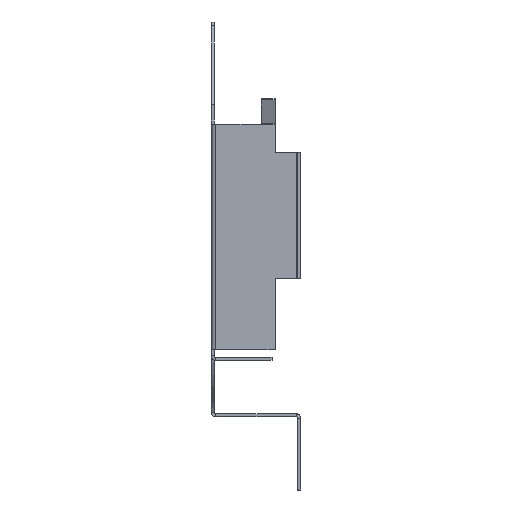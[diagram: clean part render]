
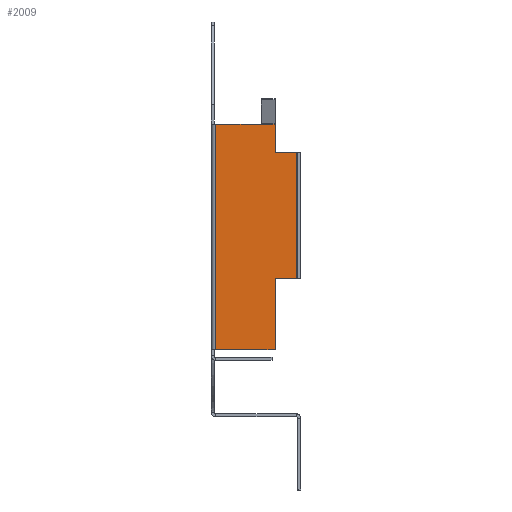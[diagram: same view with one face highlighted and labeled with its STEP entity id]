
A CAD part, left-side view. The second image highlights one B-rep face of the part: STEP entity #2009.
In plain terms, the highlighted planar face has unit normal (-1, 0, 0).
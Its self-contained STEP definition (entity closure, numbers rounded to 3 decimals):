
#13 = LINE ( 'NONE', #619, #1103 ) ;
#32 = VECTOR ( 'NONE', #79, 1000. ) ;
#55 = CARTESIAN_POINT ( 'NONE',  ( -13.6, 5.6, -10.4 ) ) ;
#79 = DIRECTION ( 'NONE',  ( 0., -1., 0. ) ) ;
#81 = CARTESIAN_POINT ( 'NONE',  ( -13.6, 1.7, -10.4 ) ) ;
#90 = CARTESIAN_POINT ( 'NONE',  ( -13.6, 5.7, -10.4 ) ) ;
#147 = ORIENTED_EDGE ( 'NONE', *, *, #1912, .F. ) ;
#150 = CARTESIAN_POINT ( 'NONE',  ( -13.6, 1.7, 2.54 ) ) ;
#163 = PLANE ( 'NONE',  #1898 ) ;
#374 = EDGE_CURVE ( 'NONE', #4237, #3591, #1976, .T. ) ;
#415 = DIRECTION ( 'NONE',  ( 0., 1., 0. ) ) ;
#445 = CARTESIAN_POINT ( 'NONE',  ( -13.6, 5.6, 4.4 ) ) ;
#494 = DIRECTION ( 'NONE',  ( 0., 0., -1. ) ) ;
#557 = EDGE_CURVE ( 'NONE', #4237, #4446, #1675, .T. ) ;
#562 = VECTOR ( 'NONE', #415, 1000. ) ;
#594 = DIRECTION ( 'NONE',  ( 0., 0., -1. ) ) ;
#619 = CARTESIAN_POINT ( 'NONE',  ( -13.6, 1.7, 4.4 ) ) ;
#737 = VECTOR ( 'NONE', #1346, 1000. ) ;
#827 = ORIENTED_EDGE ( 'NONE', *, *, #3905, .F. ) ;
#837 = LINE ( 'NONE', #90, #562 ) ;
#1060 = EDGE_CURVE ( 'NONE', #2232, #3675, #2390, .T. ) ;
#1103 = VECTOR ( 'NONE', #4334, 1000. ) ;
#1128 = ORIENTED_EDGE ( 'NONE', *, *, #4057, .F. ) ;
#1175 = LINE ( 'NONE', #2067, #4074 ) ;
#1236 = DIRECTION ( 'NONE',  ( 0., 1., 0. ) ) ;
#1242 = VECTOR ( 'NONE', #594, 1000. ) ;
#1253 = VERTEX_POINT ( 'NONE', #3200 ) ;
#1346 = DIRECTION ( 'NONE',  ( 0., 0., -1. ) ) ;
#1393 = ORIENTED_EDGE ( 'NONE', *, *, #3016, .F. ) ;
#1675 = LINE ( 'NONE', #81, #2452 ) ;
#1705 = CARTESIAN_POINT ( 'NONE',  ( -13.6, 5.6, 0. ) ) ;
#1835 = CARTESIAN_POINT ( 'NONE',  ( -13.6, 1.7, -5.74 ) ) ;
#1898 = AXIS2_PLACEMENT_3D ( 'NONE', #2722, #3462, #1236 ) ;
#1912 = EDGE_CURVE ( 'NONE', #4446, #3675, #837, .T. ) ;
#1962 = EDGE_LOOP ( 'NONE', ( #2415, #2568, #1995, #1393, #1128, #827, #3013, #147, #2793 ) ) ;
#1976 = LINE ( 'NONE', #1835, #3829 ) ;
#1995 = ORIENTED_EDGE ( 'NONE', *, *, #2358, .F. ) ;
#2009 = ADVANCED_FACE ( 'NONE', ( #3275 ), #163, .F. ) ;
#2067 = CARTESIAN_POINT ( 'NONE',  ( -13.6, 1.7, -10.4 ) ) ;
#2123 = LINE ( 'NONE', #3102, #1242 ) ;
#2232 = VERTEX_POINT ( 'NONE', #445 ) ;
#2349 = VERTEX_POINT ( 'NONE', #3821 ) ;
#2358 = EDGE_CURVE ( 'NONE', #4378, #3617, #4027, .T. ) ;
#2387 = EDGE_CURVE ( 'NONE', #3617, #3591, #2123, .T. ) ;
#2390 = LINE ( 'NONE', #1705, #737 ) ;
#2415 = ORIENTED_EDGE ( 'NONE', *, *, #374, .T. ) ;
#2452 = VECTOR ( 'NONE', #494, 1000. ) ;
#2526 = DIRECTION ( 'NONE',  ( 0., 0., -1. ) ) ;
#2537 = DIRECTION ( 'NONE',  ( 0., -1., 0. ) ) ;
#2568 = ORIENTED_EDGE ( 'NONE', *, *, #2387, .F. ) ;
#2722 = CARTESIAN_POINT ( 'NONE',  ( -13.6, 1.7, 2.54 ) ) ;
#2753 = CARTESIAN_POINT ( 'NONE',  ( -13.6, 1.7, -5.74 ) ) ;
#2793 = ORIENTED_EDGE ( 'NONE', *, *, #557, .F. ) ;
#2829 = CARTESIAN_POINT ( 'NONE',  ( -13.6, 1.7, -10.4 ) ) ;
#2847 = CARTESIAN_POINT ( 'NONE',  ( -13.6, 1.7, 2.54 ) ) ;
#3013 = ORIENTED_EDGE ( 'NONE', *, *, #1060, .T. ) ;
#3016 = EDGE_CURVE ( 'NONE', #2349, #4378, #1175, .T. ) ;
#3102 = CARTESIAN_POINT ( 'NONE',  ( -13.6, 0.3, 2.54 ) ) ;
#3200 = CARTESIAN_POINT ( 'NONE',  ( -13.6, 2.6, 4.4 ) ) ;
#3234 = CARTESIAN_POINT ( 'NONE',  ( -13.6, 1.7, 4.4 ) ) ;
#3275 = FACE_OUTER_BOUND ( 'NONE', #1962, .T. ) ;
#3425 = CARTESIAN_POINT ( 'NONE',  ( -13.6, 0.3, 2.54 ) ) ;
#3462 = DIRECTION ( 'NONE',  ( 1., 0., 0. ) ) ;
#3591 = VERTEX_POINT ( 'NONE', #4170 ) ;
#3612 = LINE ( 'NONE', #3234, #3730 ) ;
#3617 = VERTEX_POINT ( 'NONE', #3425 ) ;
#3675 = VERTEX_POINT ( 'NONE', #55 ) ;
#3730 = VECTOR ( 'NONE', #2537, 1000. ) ;
#3821 = CARTESIAN_POINT ( 'NONE',  ( -13.6, 1.7, 4.4 ) ) ;
#3829 = VECTOR ( 'NONE', #4084, 1000. ) ;
#3905 = EDGE_CURVE ( 'NONE', #2232, #1253, #13, .T. ) ;
#4027 = LINE ( 'NONE', #150, #32 ) ;
#4057 = EDGE_CURVE ( 'NONE', #1253, #2349, #3612, .T. ) ;
#4074 = VECTOR ( 'NONE', #2526, 1000. ) ;
#4084 = DIRECTION ( 'NONE',  ( 0., -1., 0. ) ) ;
#4170 = CARTESIAN_POINT ( 'NONE',  ( -13.6, 0.3, -5.74 ) ) ;
#4237 = VERTEX_POINT ( 'NONE', #2753 ) ;
#4334 = DIRECTION ( 'NONE',  ( 0., -1., 0. ) ) ;
#4378 = VERTEX_POINT ( 'NONE', #2847 ) ;
#4446 = VERTEX_POINT ( 'NONE', #2829 ) ;
